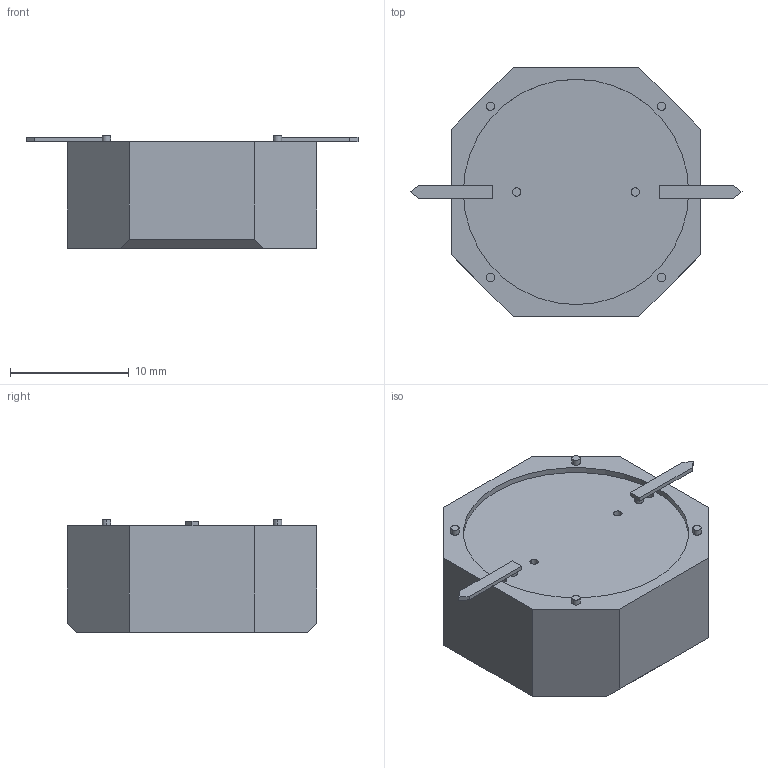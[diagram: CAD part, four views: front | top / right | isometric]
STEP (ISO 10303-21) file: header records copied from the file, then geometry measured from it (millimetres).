
FILE_DESCRIPTION (( 'STEP AP214' ), '1' );
FILE_NAME ('Sonitron-SMA(T)-21 SMD-DEFAULT.STEP', '2010-05-19T13:28:17', ( 'sysAdmin' ), ( 'SolidWorks' ), 'SwSTEP 2.0', 'SolidWorks 2010', '' );
FILE_SCHEMA (( 'AUTOMOTIVE_DESIGN' ));
Length unit declared in the file: millimetre
Products named in the file (5): Sonitron-SMA(T)-21 SMD-DEFAULT_Print1; Sonitron-SMA(T)-21 SMD-DEFAULT_behuizing SMA22; Sonitron-SMA(T)-21 SMD-DEFAULT_Membraam1; Sonitron-SMA(T)-21 SMD-DEFAULT; Sonitron-SMA(T)-21 SMD-DEFAULT_SMD1
Assembly tree (5 placements, depth 2):
  Sonitron-SMA(T)-21 SMD-DEFAULT
    Sonitron-SMA(T)-21 SMD-DEFAULT_Membraam1
    Sonitron-SMA(T)-21 SMD-DEFAULT_Print1
    Sonitron-SMA(T)-21 SMD-DEFAULT_SMD1  x2
    Sonitron-SMA(T)-21 SMD-DEFAULT_behuizing SMA22
Bounding box: 28 x 21 x 9.51 mm (x, y, z)
Volume: 1767.9 mm3; surface area: 3186.1 mm2
Topology: 5 solids, 5 shells, 544 faces, 1422 edges, 948 vertices
Faces by surface type: plane 355, bspline 144, cylinder 45
Entity records: 24527 total; most frequent: CARTESIAN_POINT 6993, ORIENTED_EDGE 2802, DIRECTION 1995, EDGE_CURVE 1401, LINE 1027, VECTOR 1027, VERTEX_POINT 934, EDGE_LOOP 595
